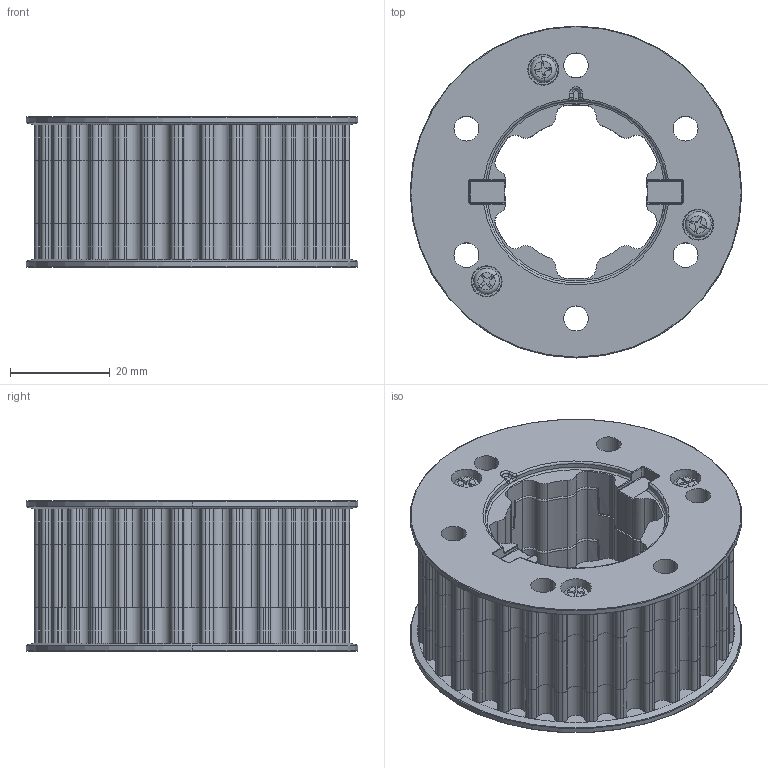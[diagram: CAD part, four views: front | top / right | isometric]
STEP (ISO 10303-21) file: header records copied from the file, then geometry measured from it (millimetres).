
FILE_DESCRIPTION (( 'STEP AP203' ), '1' );
FILE_NAME ('REV-25-2236.STEP', '2022-12-19T21:56:16', ( '' ), ( '' ), 'SwSTEP 2.0', 'SolidWorks 2022', '' );
FILE_SCHEMA (( 'CONFIG_CONTROL_DESIGN' ));
Length unit declared in the file: inch
Products named in the file (4): REV-25-2236; REV-21-2234; REV-21-2235; Screw_M3x12mm_Thread_Forming
Assembly tree (9 placements, depth 2):
  REV-25-2236
    REV-21-2234  x2
    REV-21-2235
    Screw_M3x12mm_Thread_Forming  x6
Bounding box: 66.61 x 66.61 x 30.16 mm (x, y, z)
Volume: 48008.4 mm3; surface area: 38218.7 mm2
Topology: 9 solids, 9 shells, 2587 faces, 6739 edges, 4100 vertices
Faces by surface type: cylinder 1034, torus 597, bspline 346, cone 334, plane 276
Entity records: 113497 total; most frequent: CARTESIAN_POINT 72976, DIRECTION 8906, ORIENTED_EDGE 8452, EDGE_CURVE 4226, AXIS2_PLACEMENT_3D 3947, VERTEX_POINT 2593, CIRCLE 2508, EDGE_LOOP 1739
